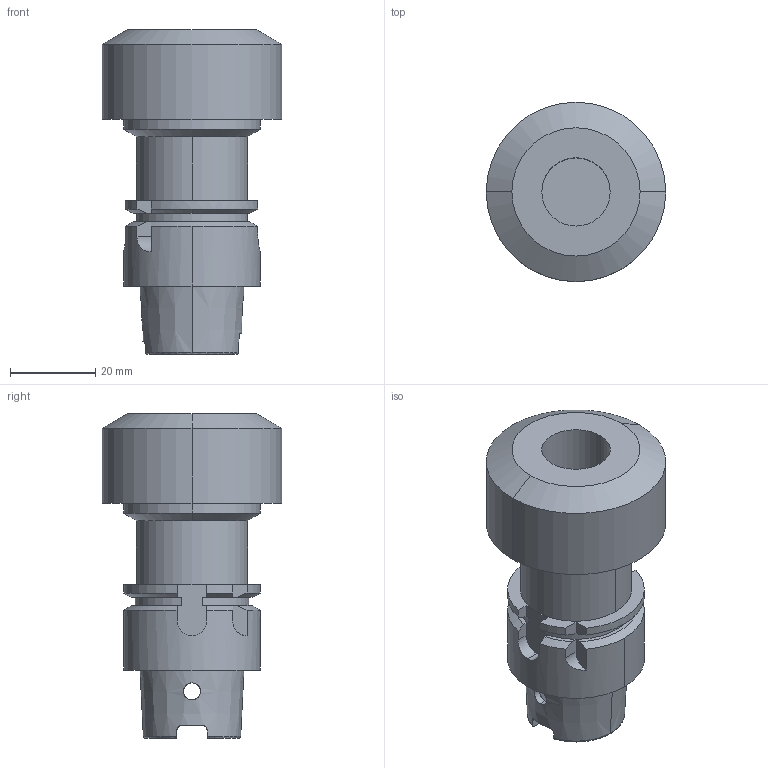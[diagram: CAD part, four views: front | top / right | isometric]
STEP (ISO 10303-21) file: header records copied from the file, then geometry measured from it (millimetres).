
FILE_DESCRIPTION (( 'STEP AP203' ), '1' );
FILE_NAME ('STP-SATE-31374-60.STEP', '2019-01-07T02:53:32', ( 'user' ), ( '' ), 'SwSTEP 2.0', 'SolidWorks 2017', '' );
FILE_SCHEMA (( 'CONFIG_CONTROL_DESIGN' ));
Length unit declared in the file: millimetre
Products named in the file (1): STP-SATE-31374-60
Bounding box: 42 x 42 x 76 mm (x, y, z)
Volume: 46928.7 mm3; surface area: 13970.6 mm2
Topology: 1 solids, 1 shells, 99 faces, 264 edges, 169 vertices
Faces by surface type: cylinder 37, plane 34, cone 21, torus 7
Entity records: 3544 total; most frequent: CARTESIAN_POINT 997, ORIENTED_EDGE 528, DIRECTION 517, EDGE_CURVE 264, AXIS2_PLACEMENT_3D 201, VERTEX_POINT 169, LINE 115, VECTOR 115
